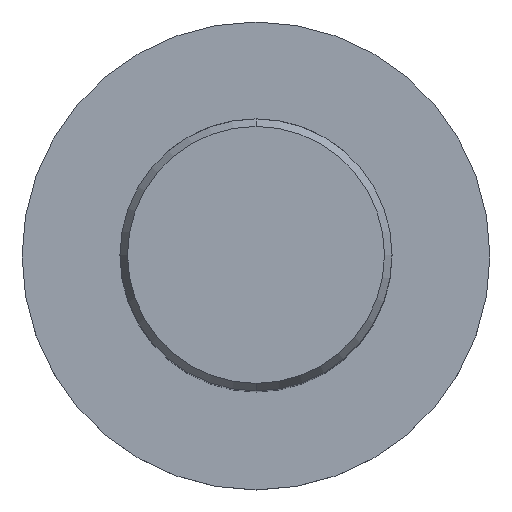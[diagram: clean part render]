
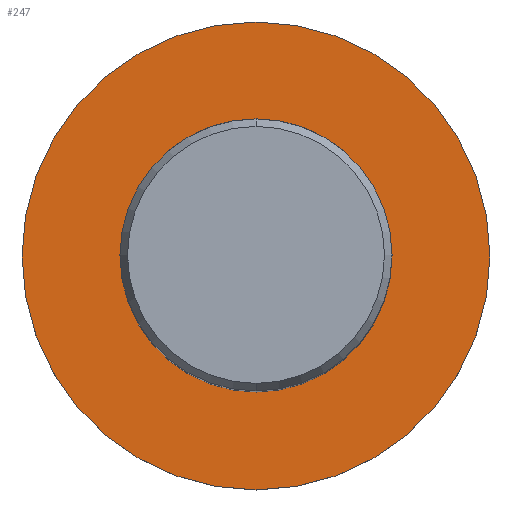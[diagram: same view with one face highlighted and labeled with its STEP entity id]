
A CAD part, top view. The second image highlights one B-rep face of the part: STEP entity #247.
In plain terms, the highlighted planar face has unit normal (0, 0, 1).
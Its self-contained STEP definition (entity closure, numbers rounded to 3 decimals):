
#211=VERTEX_POINT('',#548);
#219=EDGE_CURVE('',#407,#267,#556,.T.);
#247=ADVANCED_FACE('',(#586,#587),#588,.T.);
#249=VERTEX_POINT('',#590);
#267=VERTEX_POINT('',#609);
#283=EDGE_CURVE('',#267,#407,#626,.T.);
#313=EDGE_CURVE('',#211,#249,#660,.T.);
#407=VERTEX_POINT('',#766);
#443=EDGE_CURVE('',#249,#211,#807,.T.);
#548=CARTESIAN_POINT('',(0.0,12.5,-56.0));
#556=CIRCLE('',#954,21.5);
#586=FACE_BOUND('',#1048,.T.);
#587=FACE_OUTER_BOUND('',#1049,.T.);
#588=PLANE('',#1050);
#590=CARTESIAN_POINT('',(0.,-12.5,-56.0));
#609=CARTESIAN_POINT('',(0.,-21.5,-56.0));
#626=CIRCLE('',#1112,21.5);
#660=CIRCLE('',#1168,12.5);
#766=CARTESIAN_POINT('',(0.0,21.5,-56.0));
#807=CIRCLE('',#1438,12.5);
#954=AXIS2_PLACEMENT_3D('',#1621,#1622,#1623);
#1048=EDGE_LOOP('',(#1664,#1665));
#1049=EDGE_LOOP('',(#1666,#1667));
#1050=AXIS2_PLACEMENT_3D('',#1668,#1669,#1670);
#1112=AXIS2_PLACEMENT_3D('',#1704,#1705,#1706);
#1168=AXIS2_PLACEMENT_3D('',#1746,#1747,#1748);
#1438=AXIS2_PLACEMENT_3D('',#1937,#1938,#1939);
#1621=CARTESIAN_POINT('',(0.0,0.0,-56.0));
#1622=DIRECTION('',(0.0,0.0,-1.0));
#1623=DIRECTION('',(0.0,1.0,0.0));
#1664=ORIENTED_EDGE('',*,*,#313,.T.);
#1665=ORIENTED_EDGE('',*,*,#443,.T.);
#1666=ORIENTED_EDGE('',*,*,#219,.F.);
#1667=ORIENTED_EDGE('',*,*,#283,.F.);
#1668=CARTESIAN_POINT('',(0.0,10.75,-56.0));
#1669=DIRECTION('',(-0.0,0.0,1.0));
#1670=DIRECTION('',(0.0,-1.0,0.0));
#1704=CARTESIAN_POINT('',(0.0,0.0,-56.0));
#1705=DIRECTION('',(0.0,0.0,-1.0));
#1706=DIRECTION('',(0.0,1.0,0.0));
#1746=CARTESIAN_POINT('',(0.0,0.0,-56.0));
#1747=DIRECTION('',(-0.0,0.0,-1.0));
#1748=DIRECTION('',(0.0,1.0,0.0));
#1937=CARTESIAN_POINT('',(0.0,0.0,-56.0));
#1938=DIRECTION('',(-0.0,0.0,-1.0));
#1939=DIRECTION('',(0.0,1.0,0.0));
